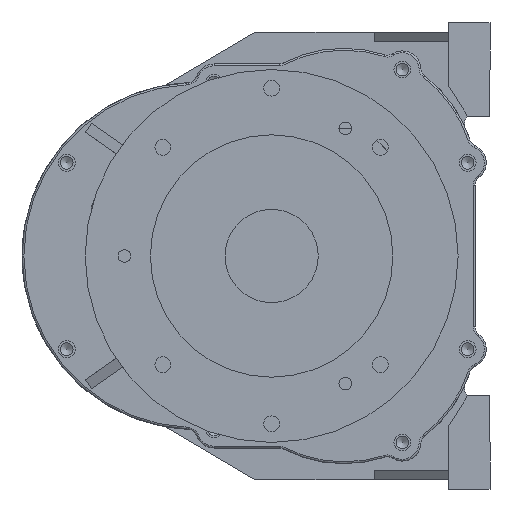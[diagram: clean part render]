
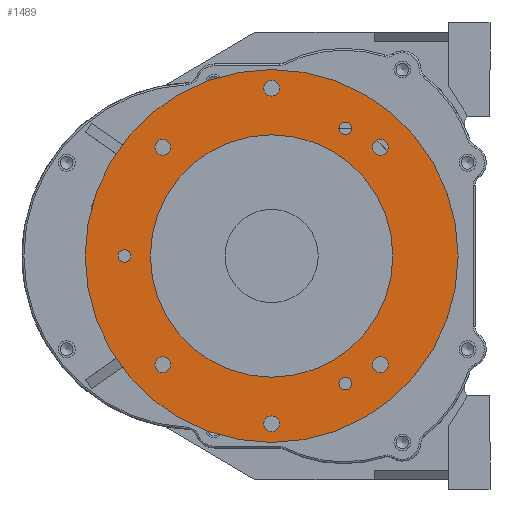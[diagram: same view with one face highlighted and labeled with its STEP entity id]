
A CAD part, left-side view. The second image highlights one B-rep face of the part: STEP entity #1489.
In plain terms, the highlighted planar face has unit normal (-1, 0, 0).
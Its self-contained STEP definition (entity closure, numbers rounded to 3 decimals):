
#76 = EDGE_LOOP ( 'NONE', ( #12936 ) ) ;
#104 = EDGE_CURVE ( 'NONE', #3293, #3293, #3970, .T. ) ;
#124 = DIRECTION ( 'NONE',  ( -1., 0., 0. ) ) ;
#156 = CIRCLE ( 'NONE', #8314, 3.4 ) ;
#171 = EDGE_CURVE ( 'NONE', #11910, #11910, #5536, .T. ) ;
#217 = VERTEX_POINT ( 'NONE', #4399 ) ;
#308 = CARTESIAN_POINT ( 'NONE',  ( -12., 79., 0. ) ) ;
#590 = CARTESIAN_POINT ( 'NONE',  ( -12., 0., -90. ) ) ;
#843 = DIRECTION ( 'NONE',  ( 1., 0., 0. ) ) ;
#917 = AXIS2_PLACEMENT_3D ( 'NONE', #3351, #8775, #5701 ) ;
#1161 = AXIS2_PLACEMENT_3D ( 'NONE', #4159, #124, #6331 ) ;
#1165 = DIRECTION ( 'NONE',  ( 1., 0., 0. ) ) ;
#1229 = CARTESIAN_POINT ( 'NONE',  ( -12., 0., 65. ) ) ;
#1393 = DIRECTION ( 'NONE',  ( 0., 0., -1. ) ) ;
#1489 = ADVANCED_FACE ( 'NONE', ( #3538, #6626, #7728, #6816, #11956, #11901, #4522, #4459, #10850, #13127, #10791 ), #3602, .T. ) ;
#1548 = AXIS2_PLACEMENT_3D ( 'NONE', #590, #7734, #4793 ) ;
#1632 = DIRECTION ( 'NONE',  ( 1., 0., 0. ) ) ;
#1657 = EDGE_CURVE ( 'NONE', #10720, #10720, #12676, .T. ) ;
#1664 = CIRCLE ( 'NONE', #8104, 3.4 ) ;
#1804 = VERTEX_POINT ( 'NONE', #6695 ) ;
#2132 = ORIENTED_EDGE ( 'NONE', *, *, #4738, .T. ) ;
#2184 = CARTESIAN_POINT ( 'NONE',  ( -12., 58.336, 58.336 ) ) ;
#2342 = EDGE_LOOP ( 'NONE', ( #8116 ) ) ;
#2404 = ORIENTED_EDGE ( 'NONE', *, *, #6066, .T. ) ;
#2430 = EDGE_CURVE ( 'NONE', #217, #217, #156, .T. ) ;
#2504 = AXIS2_PLACEMENT_3D ( 'NONE', #5745, #6665, #1393 ) ;
#2688 = AXIS2_PLACEMENT_3D ( 'NONE', #308, #4500, #6662 ) ;
#2762 = DIRECTION ( 'NONE',  ( 0., 0., -1. ) ) ;
#2924 = DIRECTION ( 'NONE',  ( 0., 0., 1. ) ) ;
#3155 = CARTESIAN_POINT ( 'NONE',  ( -12., -39.5, -68.416 ) ) ;
#3231 = DIRECTION ( 'NONE',  ( 0., 0., -1. ) ) ;
#3293 = VERTEX_POINT ( 'NONE', #6568 ) ;
#3329 = AXIS2_PLACEMENT_3D ( 'NONE', #6203, #12240, #2924 ) ;
#3351 = CARTESIAN_POINT ( 'NONE',  ( -12., -100., 0. ) ) ;
#3538 = FACE_BOUND ( 'NONE', #3822, .T. ) ;
#3602 = PLANE ( 'NONE',  #917 ) ;
#3822 = EDGE_LOOP ( 'NONE', ( #13697 ) ) ;
#3970 = CIRCLE ( 'NONE', #1548, 4.25 ) ;
#4150 = VERTEX_POINT ( 'NONE', #8418 ) ;
#4159 = CARTESIAN_POINT ( 'NONE',  ( -12., 0., 0. ) ) ;
#4312 = CIRCLE ( 'NONE', #5426, 4.25 ) ;
#4319 = DIRECTION ( 'NONE',  ( 1., 0., 0. ) ) ;
#4399 = CARTESIAN_POINT ( 'NONE',  ( -12., -39.5, -71.816 ) ) ;
#4459 = FACE_BOUND ( 'NONE', #8605, .T. ) ;
#4500 = DIRECTION ( 'NONE',  ( 1., 0., 0. ) ) ;
#4522 = FACE_BOUND ( 'NONE', #7118, .T. ) ;
#4738 = EDGE_CURVE ( 'NONE', #8200, #8200, #4312, .T. ) ;
#4793 = DIRECTION ( 'NONE',  ( 0., 0., -1. ) ) ;
#4994 = CARTESIAN_POINT ( 'NONE',  ( -12., 58.336, -62.586 ) ) ;
#5013 = CIRCLE ( 'NONE', #11670, 4.25 ) ;
#5082 = EDGE_CURVE ( 'NONE', #1804, #1804, #1664, .T. ) ;
#5100 = CIRCLE ( 'NONE', #5140, 4.25 ) ;
#5140 = AXIS2_PLACEMENT_3D ( 'NONE', #11301, #843, #10251 ) ;
#5426 = AXIS2_PLACEMENT_3D ( 'NONE', #2184, #1165, #3231 ) ;
#5490 = EDGE_CURVE ( 'NONE', #12031, #12031, #7898, .T. ) ;
#5514 = CARTESIAN_POINT ( 'NONE',  ( -12., 0., 100. ) ) ;
#5536 = CIRCLE ( 'NONE', #3329, 100. ) ;
#5701 = DIRECTION ( 'NONE',  ( 0., 0., 1. ) ) ;
#5745 = CARTESIAN_POINT ( 'NONE',  ( -12., -58.336, -58.336 ) ) ;
#5793 = CARTESIAN_POINT ( 'NONE',  ( -12., -39.5, 68.416 ) ) ;
#5894 = CARTESIAN_POINT ( 'NONE',  ( -12., 0., 90. ) ) ;
#6066 = EDGE_CURVE ( 'NONE', #7147, #7147, #5013, .T. ) ;
#6203 = CARTESIAN_POINT ( 'NONE',  ( -12., 0., 0. ) ) ;
#6313 = ORIENTED_EDGE ( 'NONE', *, *, #1657, .F. ) ;
#6331 = DIRECTION ( 'NONE',  ( 0., 0., 1. ) ) ;
#6452 = EDGE_LOOP ( 'NONE', ( #12556 ) ) ;
#6568 = CARTESIAN_POINT ( 'NONE',  ( -12., 0., -94.25 ) ) ;
#6626 = FACE_BOUND ( 'NONE', #10242, .T. ) ;
#6662 = DIRECTION ( 'NONE',  ( 0., 0., -1. ) ) ;
#6665 = DIRECTION ( 'NONE',  ( 1., 0., 0. ) ) ;
#6695 = CARTESIAN_POINT ( 'NONE',  ( -12., -39.5, 65.016 ) ) ;
#6786 = EDGE_LOOP ( 'NONE', ( #7388 ) ) ;
#6816 = FACE_BOUND ( 'NONE', #8516, .T. ) ;
#7066 = EDGE_LOOP ( 'NONE', ( #10403 ) ) ;
#7069 = CARTESIAN_POINT ( 'NONE',  ( -12., 58.336, -58.336 ) ) ;
#7118 = EDGE_LOOP ( 'NONE', ( #2132 ) ) ;
#7147 = VERTEX_POINT ( 'NONE', #9939 ) ;
#7289 = CARTESIAN_POINT ( 'NONE',  ( -12., 79., -3.4 ) ) ;
#7341 = EDGE_CURVE ( 'NONE', #8272, #8272, #13566, .T. ) ;
#7354 = VERTEX_POINT ( 'NONE', #12788 ) ;
#7359 = EDGE_CURVE ( 'NONE', #7354, #7354, #5100, .T. ) ;
#7388 = ORIENTED_EDGE ( 'NONE', *, *, #7341, .T. ) ;
#7548 = ORIENTED_EDGE ( 'NONE', *, *, #5490, .T. ) ;
#7728 = FACE_BOUND ( 'NONE', #7066, .T. ) ;
#7734 = DIRECTION ( 'NONE',  ( 1., 0., 0. ) ) ;
#7898 = CIRCLE ( 'NONE', #9681, 4.25 ) ;
#8104 = AXIS2_PLACEMENT_3D ( 'NONE', #5793, #1632, #8925 ) ;
#8116 = ORIENTED_EDGE ( 'NONE', *, *, #9703, .T. ) ;
#8200 = VERTEX_POINT ( 'NONE', #11962 ) ;
#8272 = VERTEX_POINT ( 'NONE', #7289 ) ;
#8299 = EDGE_LOOP ( 'NONE', ( #6313 ) ) ;
#8314 = AXIS2_PLACEMENT_3D ( 'NONE', #3155, #4319, #9477 ) ;
#8418 = CARTESIAN_POINT ( 'NONE',  ( -12., -58.336, -62.586 ) ) ;
#8516 = EDGE_LOOP ( 'NONE', ( #7548 ) ) ;
#8605 = EDGE_LOOP ( 'NONE', ( #12185 ) ) ;
#8775 = DIRECTION ( 'NONE',  ( -1., 0., 0. ) ) ;
#8925 = DIRECTION ( 'NONE',  ( 0., 0., -1. ) ) ;
#9153 = DIRECTION ( 'NONE',  ( 1., 0., 0. ) ) ;
#9477 = DIRECTION ( 'NONE',  ( 0., 0., -1. ) ) ;
#9681 = AXIS2_PLACEMENT_3D ( 'NONE', #7069, #9153, #13388 ) ;
#9703 = EDGE_CURVE ( 'NONE', #4150, #4150, #10731, .T. ) ;
#9939 = CARTESIAN_POINT ( 'NONE',  ( -12., 0., 85.75 ) ) ;
#10131 = DIRECTION ( 'NONE',  ( 1., 0., 0. ) ) ;
#10242 = EDGE_LOOP ( 'NONE', ( #2404 ) ) ;
#10251 = DIRECTION ( 'NONE',  ( 0., 0., -1. ) ) ;
#10403 = ORIENTED_EDGE ( 'NONE', *, *, #2430, .T. ) ;
#10720 = VERTEX_POINT ( 'NONE', #1229 ) ;
#10731 = CIRCLE ( 'NONE', #2504, 4.25 ) ;
#10791 = FACE_BOUND ( 'NONE', #76, .T. ) ;
#10850 = FACE_BOUND ( 'NONE', #2342, .T. ) ;
#11301 = CARTESIAN_POINT ( 'NONE',  ( -12., -58.336, 58.336 ) ) ;
#11670 = AXIS2_PLACEMENT_3D ( 'NONE', #5894, #10131, #2762 ) ;
#11901 = FACE_OUTER_BOUND ( 'NONE', #6452, .T. ) ;
#11910 = VERTEX_POINT ( 'NONE', #5514 ) ;
#11956 = FACE_BOUND ( 'NONE', #8299, .T. ) ;
#11962 = CARTESIAN_POINT ( 'NONE',  ( -12., 58.336, 54.086 ) ) ;
#12031 = VERTEX_POINT ( 'NONE', #4994 ) ;
#12185 = ORIENTED_EDGE ( 'NONE', *, *, #7359, .T. ) ;
#12240 = DIRECTION ( 'NONE',  ( -1., 0., 0. ) ) ;
#12556 = ORIENTED_EDGE ( 'NONE', *, *, #171, .T. ) ;
#12676 = CIRCLE ( 'NONE', #1161, 65. ) ;
#12788 = CARTESIAN_POINT ( 'NONE',  ( -12., -58.336, 54.086 ) ) ;
#12936 = ORIENTED_EDGE ( 'NONE', *, *, #5082, .T. ) ;
#13127 = FACE_BOUND ( 'NONE', #6786, .T. ) ;
#13388 = DIRECTION ( 'NONE',  ( 0., 0., -1. ) ) ;
#13566 = CIRCLE ( 'NONE', #2688, 3.4 ) ;
#13697 = ORIENTED_EDGE ( 'NONE', *, *, #104, .T. ) ;
